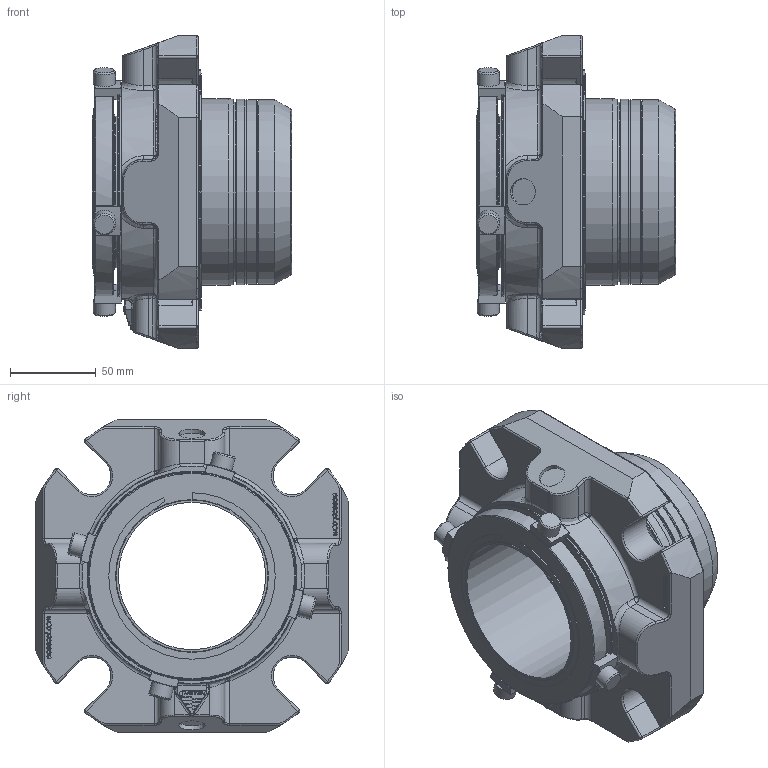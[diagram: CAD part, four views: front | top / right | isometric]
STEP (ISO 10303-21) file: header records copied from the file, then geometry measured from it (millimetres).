
FILE_DESCRIPTION(/* description */ ('Unknown'),/* implementation_level */ '2;1');
FILE_NAME(/* name */ '3.375',/* time_stamp */ '2023-01-30T16:02:20+00:00',/* author */ ('Unknown'),/* organization */ ('Unknown'),/* preprocessor_version */ 'ST-DEVELOPER v16.7',/* originating_system */ 'Solid Edge',/* authorisation */ 'Unknown');
FILE_SCHEMA (('AUTOMOTIVE_DESIGN {1 0 10303 214 3 1 1}'));
Length unit declared in the file: millimetre
Products named in the file (1): 3.375
Bounding box: 115.93 x 182.12 x 182.12 mm (x, y, z)
Volume: 955599.9 mm3; surface area: 155142.3 mm2
Topology: 1 solids, 1 shells, 997 faces, 2578 edges, 1592 vertices
Faces by surface type: cylinder 320, plane 277, bspline 231, torus 106, cone 37, sphere 26
Full cylindrical faces by diameter (mm): 2.194 x1, 13 x4, 15.342 x2, 85.725 x1, 88.163 x1, 88.875 x1, 89.713 x1, 104.267 x2, 106.604 x1, 107.569 x2, 107.975 x1, 108.737 x1, 120.65 x2, 122.174 x1, 131.877 x1, 133.35 x1, 137.312 x1, 137.465 x1, 137.82 x1, 138 x1, 138.481 x1, 138.735 x1
Entity records: 34810 total; most frequent: CARTESIAN_POINT 12350, ORIENTED_EDGE 4914, DIRECTION 4248, EDGE_CURVE 2457, AXIS2_PLACEMENT_3D 1606, VERTEX_POINT 1563, EDGE_LOOP 1116, FACE_BOUND 1116
